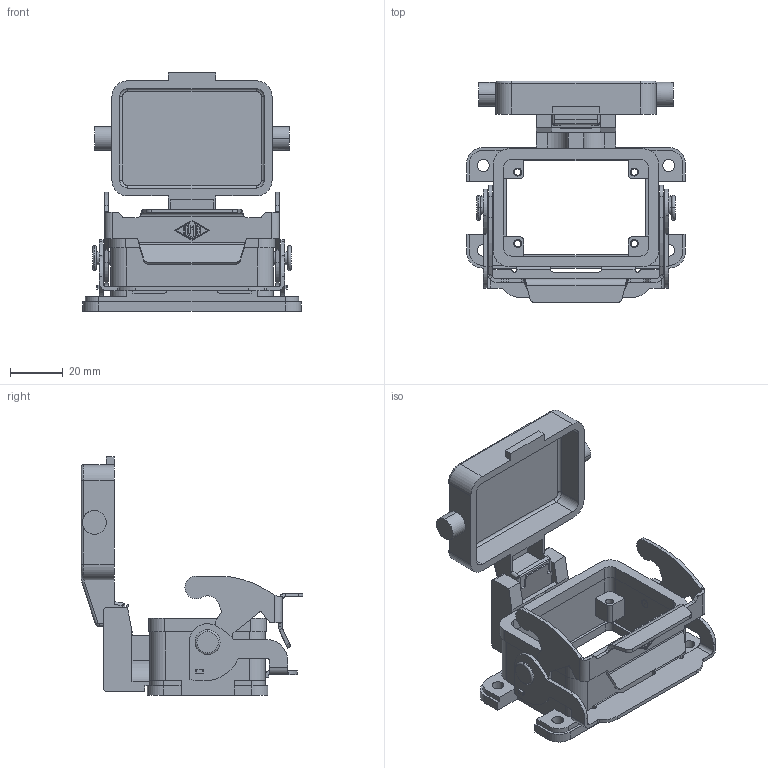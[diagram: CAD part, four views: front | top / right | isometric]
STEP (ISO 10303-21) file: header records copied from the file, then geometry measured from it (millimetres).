
FILE_DESCRIPTION(('Creo Elements/Direct Modeling STEP Export'),'2;1');
FILE_NAME('0ln7uvk45u58ou54768','2016-11-28T10:35:07',(''),(''),'PTC Creo Elements/Direct Modeling STEP processor for AP214 (Solid Model)','PTC Creo Elements/Direct Modeling 19.0E 27-Jun-2016 (C) Parametric Technology GmbH','');
FILE_SCHEMA(('AUTOMOTIVE_DESIGN { 1 0 10303 214 1 1 1 1 }'));
Length unit declared in the file: millimetre
Products named in the file (1): C7I_06_LS
Bounding box: 82.5 x 83.73 x 90 mm (x, y, z)
Volume: 51595 mm3; surface area: 40917.8 mm2
Topology: 1 solids, 1 shells, 581 faces, 1583 edges, 1026 vertices
Faces by surface type: plane 301, cylinder 240, torus 18, bspline 14, cone 6, sphere 2
Entity records: 25430 total; most frequent: CARTESIAN_POINT 6164, ORIENTED_EDGE 3150, DIRECTION 2975, EDGE_CURVE 1575, VERTEX_POINT 1026, VECTOR 1001, LINE 1001, AXIS2_PLACEMENT_3D 987
